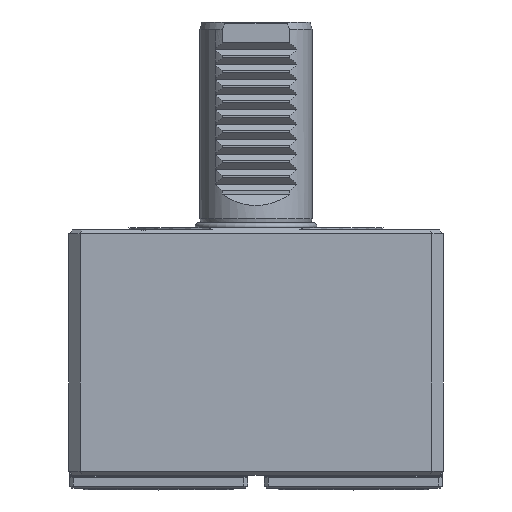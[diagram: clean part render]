
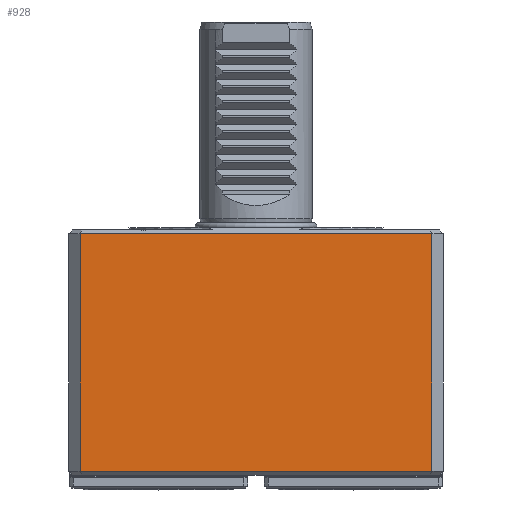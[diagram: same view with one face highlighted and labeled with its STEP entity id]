
A CAD part, front view. The second image highlights one B-rep face of the part: STEP entity #928.
In plain terms, the highlighted planar face has unit normal (0, -1, 0).
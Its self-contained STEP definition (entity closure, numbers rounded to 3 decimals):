
#116=LINE('',#5279,#479);
#117=LINE('',#5281,#480);
#118=LINE('',#5282,#481);
#119=LINE('',#5284,#482);
#479=VECTOR('',#3743,1.);
#480=VECTOR('',#3744,1.);
#481=VECTOR('',#3745,1.);
#482=VECTOR('',#3746,1.);
#928=ADVANCED_FACE('',(#1258),#1101,.F.);
#1101=PLANE('',#3436);
#1258=FACE_OUTER_BOUND('',#1434,.T.);
#1434=EDGE_LOOP('',(#1698,#1699,#1700,#1701));
#1698=ORIENTED_EDGE('',*,*,#2925,.T.);
#1699=ORIENTED_EDGE('',*,*,#2926,.T.);
#1700=ORIENTED_EDGE('',*,*,#2927,.F.);
#1701=ORIENTED_EDGE('',*,*,#2928,.T.);
#2603=VERTEX_POINT('',#5263);
#2606=VERTEX_POINT('',#5271);
#2610=VERTEX_POINT('',#5280);
#2611=VERTEX_POINT('',#5283);
#2925=EDGE_CURVE('',#2610,#2606,#116,.T.);
#2926=EDGE_CURVE('',#2606,#2603,#117,.T.);
#2927=EDGE_CURVE('',#2611,#2603,#118,.T.);
#2928=EDGE_CURVE('',#2611,#2610,#119,.T.);
#3436=AXIS2_PLACEMENT_3D('',#5285,#3747,#3748);
#3743=DIRECTION('',(0.,0.,1.));
#3744=DIRECTION('',(-1.,0.,0.));
#3745=DIRECTION('',(0.,0.,1.));
#3746=DIRECTION('',(1.,0.,0.));
#3747=DIRECTION('',(0.,1.,0.));
#3748=DIRECTION('',(1.,0.,0.));
#5263=CARTESIAN_POINT('',(-47.,-33.,-1.5));
#5271=CARTESIAN_POINT('',(47.,-33.,-1.5));
#5279=CARTESIAN_POINT('',(47.,-33.,-66.));
#5280=CARTESIAN_POINT('',(47.,-33.,-65.));
#5281=CARTESIAN_POINT('',(-47.,-33.,-1.5));
#5282=CARTESIAN_POINT('',(-47.,-33.,-66.));
#5283=CARTESIAN_POINT('',(-47.,-33.,-65.));
#5284=CARTESIAN_POINT('',(47.,-33.,-65.));
#5285=CARTESIAN_POINT('',(47.,-33.,-66.));
